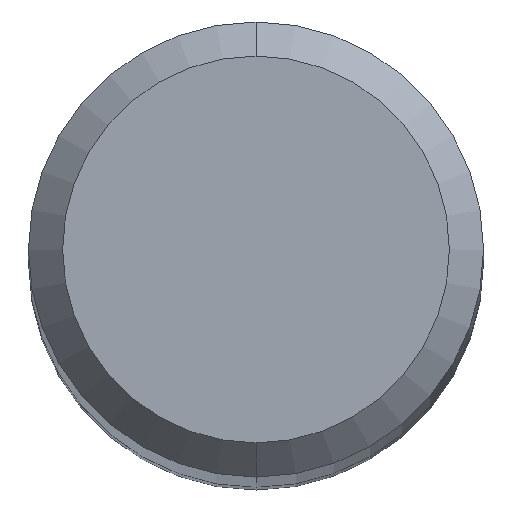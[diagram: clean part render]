
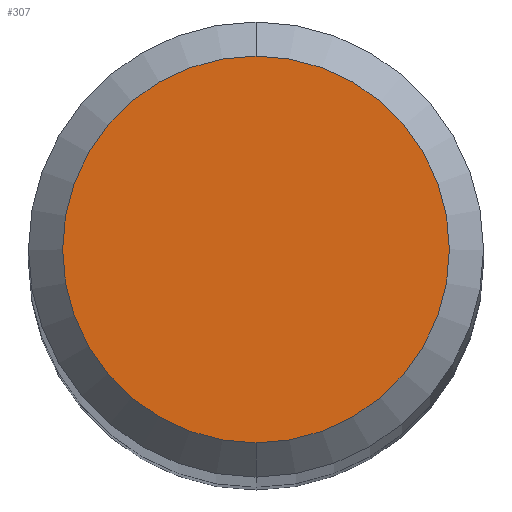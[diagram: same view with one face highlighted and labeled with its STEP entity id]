
A CAD part, top view. The second image highlights one B-rep face of the part: STEP entity #307.
In plain terms, the highlighted planar face has unit normal (0, 0, 1).
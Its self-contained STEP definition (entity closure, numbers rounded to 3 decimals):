
#179=EDGE_CURVE('',#391,#293,#455,.T.);
#285=EDGE_CURVE('',#293,#391,#572,.T.);
#293=VERTEX_POINT('',#581);
#307=ADVANCED_FACE('',(#597),#598,.T.);
#391=VERTEX_POINT('',#690);
#455=CIRCLE('',#768,1.7);
#572=CIRCLE('',#1043,1.7);
#581=CARTESIAN_POINT('',(0.,-1.7,0.0));
#597=FACE_OUTER_BOUND('',#1085,.T.);
#598=PLANE('',#1086);
#690=CARTESIAN_POINT('',(0.0,1.7,0.0));
#768=AXIS2_PLACEMENT_3D('',#1324,#1325,#1326);
#1043=AXIS2_PLACEMENT_3D('',#1457,#1458,#1459);
#1085=EDGE_LOOP('',(#1493,#1494));
#1086=AXIS2_PLACEMENT_3D('',#1495,#1496,#1497);
#1324=CARTESIAN_POINT('',(0.0,0.0,0.0));
#1325=DIRECTION('',(0.0,0.0,-1.0));
#1326=DIRECTION('',(0.0,1.0,0.0));
#1457=CARTESIAN_POINT('',(0.0,0.0,0.0));
#1458=DIRECTION('',(0.0,0.0,-1.0));
#1459=DIRECTION('',(0.0,1.0,0.0));
#1493=ORIENTED_EDGE('',*,*,#179,.F.);
#1494=ORIENTED_EDGE('',*,*,#285,.F.);
#1495=CARTESIAN_POINT('',(0.0,0.85,0.0));
#1496=DIRECTION('',(-0.0,0.0,1.0));
#1497=DIRECTION('',(0.0,-1.0,0.0));
